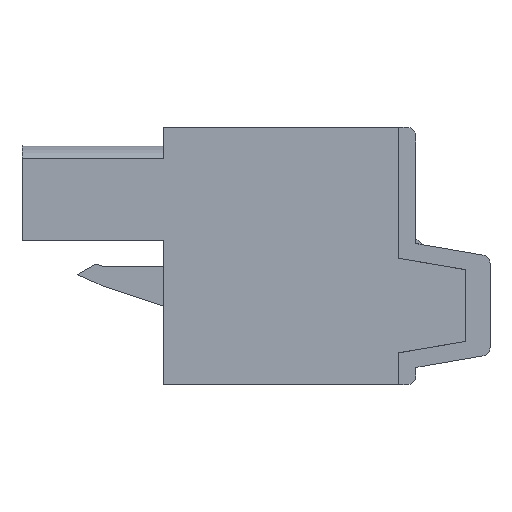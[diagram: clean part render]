
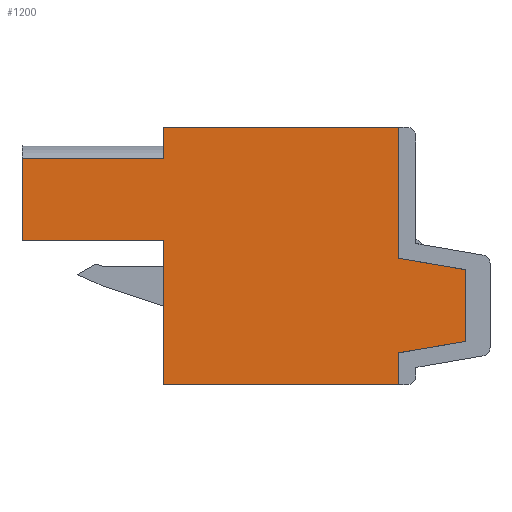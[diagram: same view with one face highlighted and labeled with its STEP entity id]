
A CAD part, left-side view. The second image highlights one B-rep face of the part: STEP entity #1200.
In plain terms, the highlighted planar face has unit normal (-1, 0, 0).
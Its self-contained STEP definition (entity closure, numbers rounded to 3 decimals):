
#1200 = ADVANCED_FACE( '', ( #2542 ), #2543, .F. );
#2542 = FACE_OUTER_BOUND( '', #4096, .T. );
#2543 = PLANE( '', #4097 );
#4096 = EDGE_LOOP( '', ( #7322, #7323, #7324, #7325, #7326, #7327, #7328, #7329, #7330, #7331, #7332, #7333 ) );
#4097 = AXIS2_PLACEMENT_3D( '', #7334, #7335, #7336 );
#7322 = ORIENTED_EDGE( '', *, *, #10572, .F. );
#7323 = ORIENTED_EDGE( '', *, *, #10756, .F. );
#7324 = ORIENTED_EDGE( '', *, *, #10038, .F. );
#7325 = ORIENTED_EDGE( '', *, *, #10834, .F. );
#7326 = ORIENTED_EDGE( '', *, *, #9939, .T. );
#7327 = ORIENTED_EDGE( '', *, *, #10628, .F. );
#7328 = ORIENTED_EDGE( '', *, *, #9694, .F. );
#7329 = ORIENTED_EDGE( '', *, *, #10425, .F. );
#7330 = ORIENTED_EDGE( '', *, *, #10835, .F. );
#7331 = ORIENTED_EDGE( '', *, *, #10739, .F. );
#7332 = ORIENTED_EDGE( '', *, *, #9754, .F. );
#7333 = ORIENTED_EDGE( '', *, *, #10836, .F. );
#7334 = CARTESIAN_POINT( '', ( -7.62, 0., 0. ) );
#7335 = DIRECTION( '', ( 1., 0., 0. ) );
#7336 = DIRECTION( '', ( 0., 0., -1. ) );
#9694 = EDGE_CURVE( '', #11674, #11675, #11676, .T. );
#9754 = EDGE_CURVE( '', #11778, #11780, #11781, .T. );
#9939 = EDGE_CURVE( '', #12100, #12098, #12101, .T. );
#10038 = EDGE_CURVE( '', #12266, #12261, #12268, .T. );
#10425 = EDGE_CURVE( '', #12877, #11674, #12879, .T. );
#10572 = EDGE_CURVE( '', #13108, #13109, #13110, .T. );
#10628 = EDGE_CURVE( '', #11675, #12098, #13192, .T. );
#10739 = EDGE_CURVE( '', #11780, #13336, #13337, .T. );
#10756 = EDGE_CURVE( '', #12261, #13108, #13361, .T. );
#10834 = EDGE_CURVE( '', #12100, #12266, #13467, .T. );
#10835 = EDGE_CURVE( '', #13336, #12877, #13468, .T. );
#10836 = EDGE_CURVE( '', #13109, #11778, #13469, .T. );
#11674 = VERTEX_POINT( '', #14538 );
#11675 = VERTEX_POINT( '', #14539 );
#11676 = LINE( '', #14540, #14541 );
#11778 = VERTEX_POINT( '', #14691 );
#11780 = VERTEX_POINT( '', #14694 );
#11781 = LINE( '', #14695, #14696 );
#12098 = VERTEX_POINT( '', #15147 );
#12100 = VERTEX_POINT( '', #15150 );
#12101 = LINE( '', #15151, #15152 );
#12261 = VERTEX_POINT( '', #15383 );
#12266 = VERTEX_POINT( '', #15390 );
#12268 = LINE( '', #15393, #15394 );
#12877 = VERTEX_POINT( '', #16302 );
#12879 = LINE( '', #16305, #16306 );
#13108 = VERTEX_POINT( '', #16641 );
#13109 = VERTEX_POINT( '', #16642 );
#13110 = LINE( '', #16643, #16644 );
#13192 = LINE( '', #16755, #16756 );
#13336 = VERTEX_POINT( '', #16970 );
#13337 = LINE( '', #16971, #16972 );
#13361 = LINE( '', #17006, #17007 );
#13467 = LINE( '', #17164, #17165 );
#13468 = LINE( '', #17166, #17167 );
#13469 = LINE( '', #17168, #17169 );
#14538 = CARTESIAN_POINT( '', ( -7.62, 1.635, -6.403 ) );
#14539 = CARTESIAN_POINT( '', ( -7.62, 15.245, -6.403 ) );
#14540 = CARTESIAN_POINT( '', ( -7.62, 1.635, -6.403 ) );
#14541 = VECTOR( '', #18212, 1000. );
#14691 = CARTESIAN_POINT( '', ( -7.62, 1.635, 0.917 ) );
#14694 = CARTESIAN_POINT( '', ( -7.62, -2.248, 0.252 ) );
#14695 = CARTESIAN_POINT( '', ( -7.62, 1.635, 0.917 ) );
#14696 = VECTOR( '', #18265, 1000. );
#15147 = CARTESIAN_POINT( '', ( -7.62, 15.245, 1.947 ) );
#15150 = CARTESIAN_POINT( '', ( -7.62, 23.445, 1.947 ) );
#15151 = CARTESIAN_POINT( '', ( -7.62, 23.445, 1.947 ) );
#15152 = VECTOR( '', #18455, 1000. );
#15383 = CARTESIAN_POINT( '', ( -7.62, 15.245, 6.697 ) );
#15390 = CARTESIAN_POINT( '', ( -7.62, 23.445, 6.697 ) );
#15393 = CARTESIAN_POINT( '', ( -7.62, 23.445, 6.697 ) );
#15394 = VECTOR( '', #18557, 1000. );
#16302 = CARTESIAN_POINT( '', ( -7.62, 1.635, -4.563 ) );
#16305 = CARTESIAN_POINT( '', ( -7.62, 1.635, -4.563 ) );
#16306 = VECTOR( '', #18942, 1000. );
#16641 = CARTESIAN_POINT( '', ( -7.62, 15.245, 8.497 ) );
#16642 = CARTESIAN_POINT( '', ( -7.62, 1.635, 8.497 ) );
#16643 = CARTESIAN_POINT( '', ( -7.62, 15.245, 8.497 ) );
#16644 = VECTOR( '', #19088, 1000. );
#16755 = CARTESIAN_POINT( '', ( -7.62, 15.245, -6.403 ) );
#16756 = VECTOR( '', #19157, 1000. );
#16970 = CARTESIAN_POINT( '', ( -7.62, -2.248, -3.898 ) );
#16971 = CARTESIAN_POINT( '', ( -7.62, -2.248, 0.252 ) );
#16972 = VECTOR( '', #19258, 1000. );
#17006 = CARTESIAN_POINT( '', ( -7.62, 15.245, -6.403 ) );
#17007 = VECTOR( '', #19278, 1000. );
#17164 = CARTESIAN_POINT( '', ( -7.62, 23.445, 1.947 ) );
#17165 = VECTOR( '', #19345, 1000. );
#17166 = CARTESIAN_POINT( '', ( -7.62, -2.248, -3.898 ) );
#17167 = VECTOR( '', #19346, 1000. );
#17168 = CARTESIAN_POINT( '', ( -7.62, 1.635, 8.497 ) );
#17169 = VECTOR( '', #19347, 1000. );
#18212 = DIRECTION( '', ( 0., 1., 0. ) );
#18265 = DIRECTION( '', ( 0., -0.986, -0.169 ) );
#18455 = DIRECTION( '', ( 0., -1., 0. ) );
#18557 = DIRECTION( '', ( 0., -1., 0. ) );
#18942 = DIRECTION( '', ( 0., 0., -1. ) );
#19088 = DIRECTION( '', ( 0., -1., 0. ) );
#19157 = DIRECTION( '', ( 0., 0., 1. ) );
#19258 = DIRECTION( '', ( 0., 0., -1. ) );
#19278 = DIRECTION( '', ( 0., 0., 1. ) );
#19345 = DIRECTION( '', ( 0., 0., 1. ) );
#19346 = DIRECTION( '', ( 0., 0.986, -0.169 ) );
#19347 = DIRECTION( '', ( 0., 0., -1. ) );
